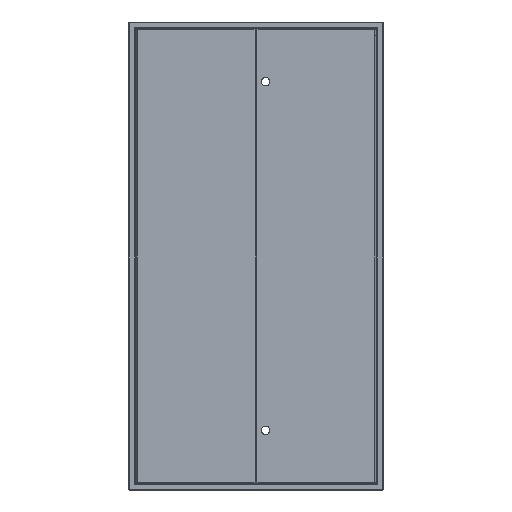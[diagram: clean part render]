
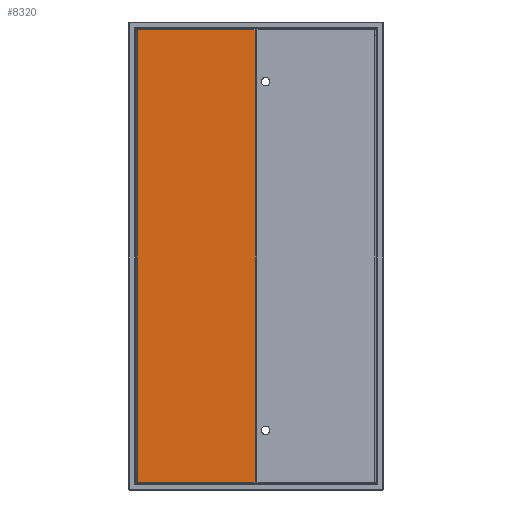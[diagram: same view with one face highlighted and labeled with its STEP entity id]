
A CAD part, top view. The second image highlights one B-rep face of the part: STEP entity #8320.
In plain terms, the highlighted planar face has unit normal (0, 0, 1).
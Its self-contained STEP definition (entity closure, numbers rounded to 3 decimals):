
#721 = VECTOR ( 'NONE', #18416, 1000. ) ;
#907 = VERTEX_POINT ( 'NONE', #17723 ) ;
#1071 = DIRECTION ( 'NONE',  ( -1., 0., 0. ) ) ;
#2199 = DIRECTION ( 'NONE',  ( 1., 0., 0. ) ) ;
#2719 = CARTESIAN_POINT ( 'NONE',  ( 2.5, -1826.5, 0. ) ) ;
#3012 = VECTOR ( 'NONE', #8966, 1000. ) ;
#4580 = ORIENTED_EDGE ( 'NONE', *, *, #24015, .T. ) ;
#6997 = VERTEX_POINT ( 'NONE', #26915 ) ;
#7486 = ORIENTED_EDGE ( 'NONE', *, *, #24844, .T. ) ;
#7555 = EDGE_CURVE ( 'NONE', #6997, #907, #17986, .T. ) ;
#7632 = AXIS2_PLACEMENT_3D ( 'NONE', #14984, #21457, #2199 ) ;
#7743 = ORIENTED_EDGE ( 'NONE', *, *, #7555, .T. ) ;
#8320 = ADVANCED_FACE ( 'NONE', ( #25639 ), #19207, .T. ) ;
#8966 = DIRECTION ( 'NONE',  ( 1., 0., 0. ) ) ;
#9346 = CARTESIAN_POINT ( 'NONE',  ( 2.5, -2.207, 0. ) ) ;
#10105 = VERTEX_POINT ( 'NONE', #2719 ) ;
#11606 = VECTOR ( 'NONE', #18270, 1000. ) ;
#13583 = LINE ( 'NONE', #22139, #3012 ) ;
#13741 = LINE ( 'NONE', #16245, #22767 ) ;
#14348 = EDGE_CURVE ( 'NONE', #907, #19204, #13741, .T. ) ;
#14984 = CARTESIAN_POINT ( 'NONE',  ( 0., 0., 0. ) ) ;
#16245 = CARTESIAN_POINT ( 'NONE',  ( 480., -2.5, 0. ) ) ;
#17723 = CARTESIAN_POINT ( 'NONE',  ( 477.5, -2.5, 0. ) ) ;
#17986 = LINE ( 'NONE', #22761, #11606 ) ;
#18270 = DIRECTION ( 'NONE',  ( 0., 1., 0. ) ) ;
#18416 = DIRECTION ( 'NONE',  ( 0., -1., 0. ) ) ;
#19204 = VERTEX_POINT ( 'NONE', #22326 ) ;
#19207 = PLANE ( 'NONE',  #7632 ) ;
#20849 = EDGE_LOOP ( 'NONE', ( #7486, #7743, #27402, #4580 ) ) ;
#21457 = DIRECTION ( 'NONE',  ( 0., 0., 1. ) ) ;
#22139 = CARTESIAN_POINT ( 'NONE',  ( 2.207, -1826.5, 0. ) ) ;
#22326 = CARTESIAN_POINT ( 'NONE',  ( 2.5, -2.5, 0. ) ) ;
#22761 = CARTESIAN_POINT ( 'NONE',  ( 477.5, -1826.5, 0. ) ) ;
#22767 = VECTOR ( 'NONE', #1071, 1000. ) ;
#23031 = LINE ( 'NONE', #9346, #721 ) ;
#24015 = EDGE_CURVE ( 'NONE', #19204, #10105, #23031, .T. ) ;
#24844 = EDGE_CURVE ( 'NONE', #10105, #6997, #13583, .T. ) ;
#25639 = FACE_OUTER_BOUND ( 'NONE', #20849, .T. ) ;
#26915 = CARTESIAN_POINT ( 'NONE',  ( 477.5, -1826.5, 0. ) ) ;
#27402 = ORIENTED_EDGE ( 'NONE', *, *, #14348, .T. ) ;
